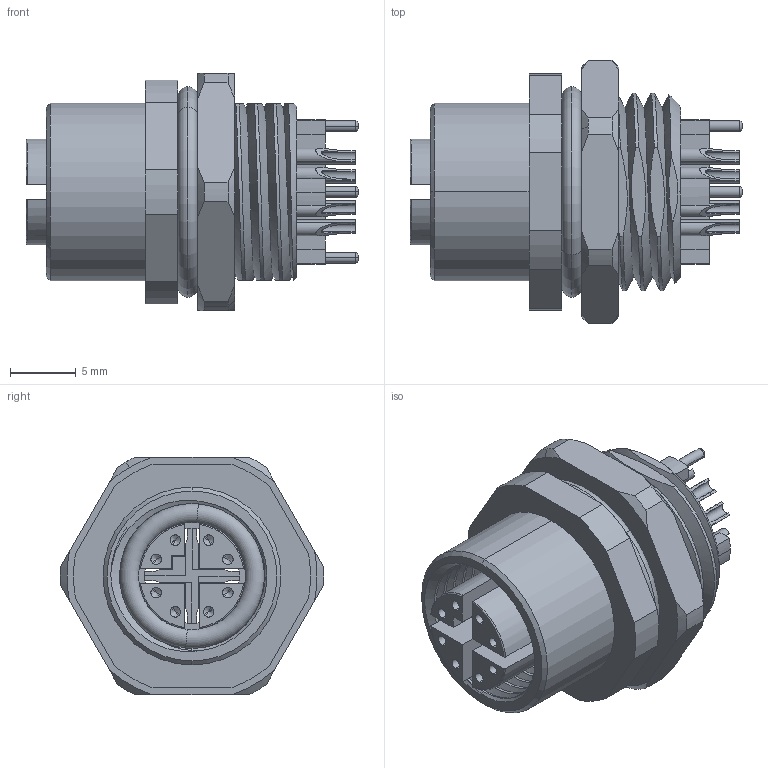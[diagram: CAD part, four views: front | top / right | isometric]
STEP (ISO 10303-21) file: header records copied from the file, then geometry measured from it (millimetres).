
FILE_DESCRIPTION (( 'STEP AP203' ), '1' );
FILE_NAME ('54-00396revA.STEP', '2023-06-19T19:23:29', ( '' ), ( '' ), 'SwSTEP 2.0', 'SolidWorks 2021', '' );
FILE_SCHEMA (( 'CONFIG_CONTROL_DESIGN' ));
Length unit declared in the file: millimetre
Products named in the file (8): 54-00396revA; 54-00396-02___; 54-00396-04___; 54-00396-01___; 54-00396-07___; 54-00396-05___; 54-00396-03___; 54-00396-06___
Assembly tree (14 placements, depth 2):
  54-00396revA
    54-00396-01___
    54-00396-02___
    54-00396-03___
    54-00396-04___  x8
    54-00396-05___
    54-00396-06___
    54-00396-07___
Bounding box: 25.2 x 19.99 x 18 mm (x, y, z)
Volume: 2753 mm3; surface area: 6516.1 mm2
Topology: 14 solids, 14 shells, 586 faces, 1521 edges, 955 vertices
Faces by surface type: plane 244, cylinder 217, cone 67, torus 50, bspline 8
Entity records: 15337 total; most frequent: CARTESIAN_POINT 5284, ORIENTED_EDGE 1942, DIRECTION 1867, EDGE_CURVE 971, AXIS2_PLACEMENT_3D 689, VERTEX_POINT 633, LINE 489, VECTOR 489
